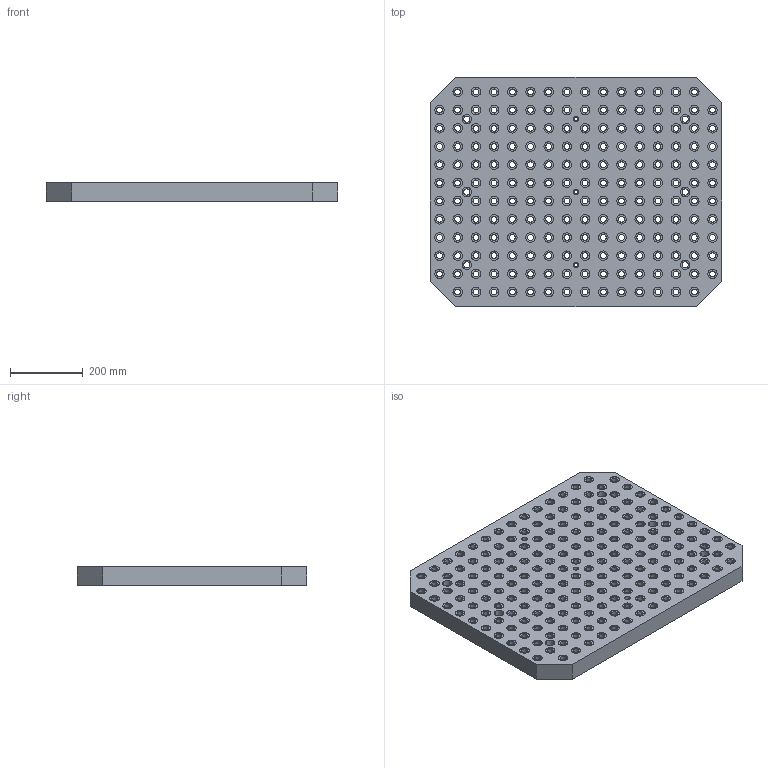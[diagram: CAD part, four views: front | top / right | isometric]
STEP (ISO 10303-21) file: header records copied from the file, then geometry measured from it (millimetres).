
FILE_DESCRIPTION(('STEP AP214'),'1');
FILE_NAME('HALDERV_EH_1600_700.stp','2017-08-29T05:55:54',('TraceParts'),('TraceParts S.A.'),'Spatial InterOp 3D',' ',' ');
FILE_SCHEMA(('automotive_design'));
Length unit declared in the file: millimetre
Products named in the file (1): HALDERV_EH_1600_700
Bounding box: 800 x 630 x 50 mm (x, y, z)
Volume: 22629965.6 mm3; surface area: 1548295.3 mm2
Topology: 1 solids, 1 shells, 1004 faces, 2406 edges, 1604 vertices
Faces by surface type: cylinder 794, plane 210
Entity records: 38922 total; most frequent: DIRECTION 6004, CARTESIAN_POINT 5015, ORIENTED_EDGE 4812, AXIS2_PLACEMENT_3D 2593, EDGE_CURVE 2406, VERTEX_POINT 1604, EDGE_LOOP 1598, CIRCLE 1588
